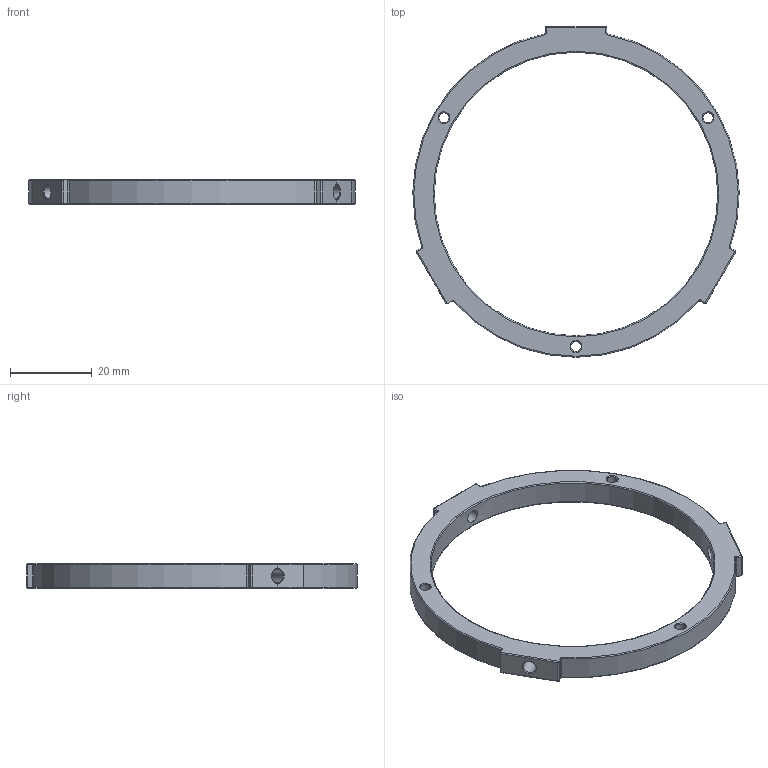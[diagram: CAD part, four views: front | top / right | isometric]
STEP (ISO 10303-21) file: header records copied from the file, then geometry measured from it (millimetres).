
FILE_DESCRIPTION(('FreeCAD Model'),'2;1');
FILE_NAME('Open CASCADE Shape Model','2021-09-22T15:34:08',('Author'),( ''),'Open CASCADE STEP processor 7.4','FreeCAD','Unknown');
FILE_SCHEMA(('AUTOMOTIVE_DESIGN { 1 0 10303 214 1 1 1 1 }'));
Length unit declared in the file: millimetre
Products named in the file (1): Chamfer001
Bounding box: 79.99 x 81 x 6 mm (x, y, z)
Volume: 7467.8 mm3; surface area: 5592.9 mm2
Topology: 1 solids, 1 shells, 105 faces, 248 edges, 131 vertices
Faces by surface type: cylinder 45, torus 19, cone 15, plane 14, sphere 11, bspline 1
Full cylindrical faces by diameter (mm): 2.5 x3, 3.3 x3, 69.5 x1
Entity records: 7189 total; most frequent: CARTESIAN_POINT 2449, DIRECTION 890, ORIENTED_EDGE 474, PCURVE 474, DEFINITIONAL_REPRESENTATION 474, LINE 391, VECTOR 391, AXIS2_PLACEMENT_3D 237
